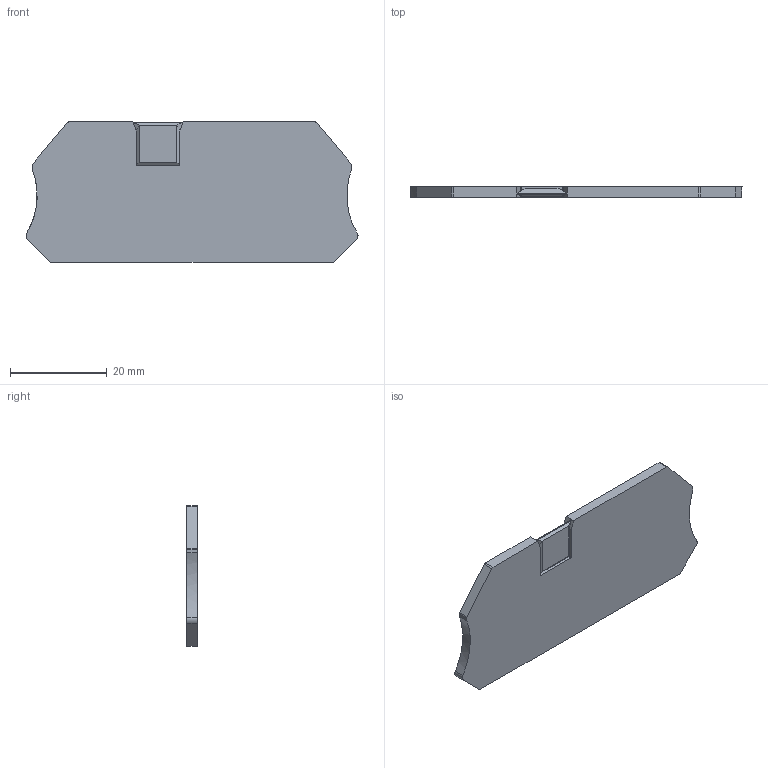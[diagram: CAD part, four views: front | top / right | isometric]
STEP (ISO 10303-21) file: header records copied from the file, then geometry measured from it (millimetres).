
FILE_DESCRIPTION( ('This file contains a STEP AP42 implementation' ,'as created by ZW3D STEP Interface translator.') ,'2;1' );
FILE_NAME( 'D-RPI4-HESI傷啣耀倰.stp' ,'23 4 6.18 540', (''), ('ZWCAD Software Co.'), 'Version 1.0', 'ZW3D to STEP translator', '' );
FILE_SCHEMA(('AUTOMOTIVE_DESIGN { 1 0 10303 214 1 1 1 1 }'));
Length unit declared in the file: millimetre
Products named in the file (2): 0; RPI4-HESI(1).sldasm-Part-12
Bounding box: 68.48 x 2.2 x 29 mm (x, y, z)
Volume: 3945.1 mm3; surface area: 4084 mm2
Topology: 1 solids, 1 shells, 46 faces, 122 edges, 78 vertices
Faces by surface type: plane 34, cylinder 7, bspline 5
Entity records: 1516 total; most frequent: CARTESIAN_POINT 340, ORIENTED_EDGE 244, DIRECTION 211, EDGE_CURVE 122, VECTOR 91, LINE 91, VERTEX_POINT 78, AXIS2_PLACEMENT_3D 60
